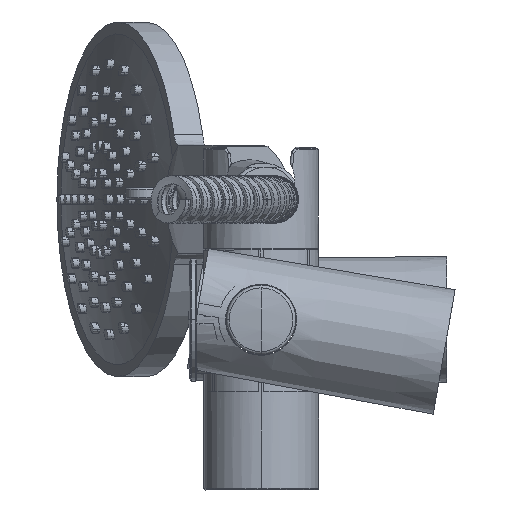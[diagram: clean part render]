
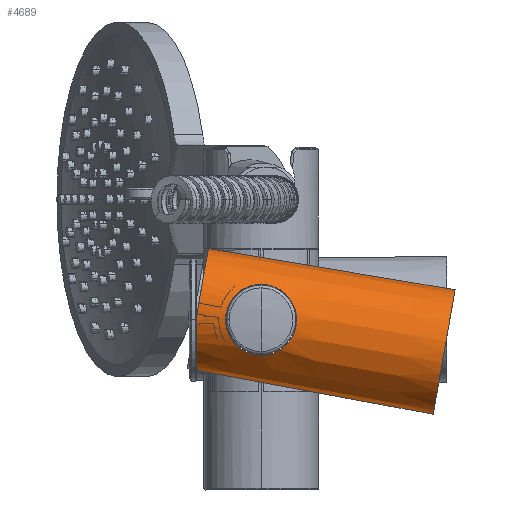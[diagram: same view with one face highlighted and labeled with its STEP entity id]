
A CAD part, front view. The second image highlights one B-rep face of the part: STEP entity #4689.
In plain terms, the highlighted conical face has half-angle 0.5 degrees and reference radius 18.373 mm.
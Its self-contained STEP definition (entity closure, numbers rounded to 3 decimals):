
#453=CARTESIAN_POINT('',(-18.711,-150.,3.299));
#454=DIRECTION('',(0.985,0.,-0.174));
#455=DIRECTION('',(0.174,0.,0.985));
#456=AXIS2_PLACEMENT_3D('',#453,#454,#455);
#538=CARTESIAN_POINT('',(-14.165,-150.,-15.9));
#792=CARTESIAN_POINT('',(54.164,-150.,-9.551));
#793=DIRECTION('',(-0.985,0.,0.174));
#794=DIRECTION('',(-0.174,0.,-0.985));
#795=AXIS2_PLACEMENT_3D('',#792,#793,#794);
#832=CARTESIAN_POINT('',(-1.823,-164.885,
-10.34));
#833=CARTESIAN_POINT('',(-0.934,-164.895,
-10.497));
#834=CARTESIAN_POINT('',(0.866,-165.078,
-10.584));
#835=CARTESIAN_POINT('',(3.708,-165.818,-9.979));
#836=CARTESIAN_POINT('',(6.506,-166.878,-8.456));
#837=CARTESIAN_POINT('',(8.761,-167.833,-6.069));
#838=CARTESIAN_POINT('',(10.108,-168.326,-3.328));
#839=CARTESIAN_POINT('',(10.622,-168.324,
-0.39));
#840=CARTESIAN_POINT('',(10.354,-167.889,2.408));
#841=CARTESIAN_POINT('',(9.273,-167.054,5.251));
#842=CARTESIAN_POINT('',(7.273,-165.964,7.813));
#843=CARTESIAN_POINT('',(4.536,-165.082,9.631));
#844=CARTESIAN_POINT('',(2.746,-164.895,10.178));
#845=CARTESIAN_POINT('',(1.823,-164.885,10.34));
#847=CARTESIAN_POINT('',(1.823,-164.885,10.34));
#848=CARTESIAN_POINT('',(0.871,-164.875,10.508));
#849=CARTESIAN_POINT('',(-1.038,-165.037,10.591));
#850=CARTESIAN_POINT('',(-4.119,-165.836,9.838));
#851=CARTESIAN_POINT('',(-6.879,-166.882,8.144));
#852=CARTESIAN_POINT('',(-8.908,-167.716,5.808));
#853=CARTESIAN_POINT('',(-10.12,-168.142,3.252));
#854=CARTESIAN_POINT('',(-10.639,-168.142,
0.311));
#855=CARTESIAN_POINT('',(-10.302,-167.652,
-2.745));
#856=CARTESIAN_POINT('',(-8.971,-166.707,
-5.776));
#857=CARTESIAN_POINT('',(-6.875,-165.705,
-8.117));
#858=CARTESIAN_POINT('',(-4.495,-165.033,
-9.619));
#859=CARTESIAN_POINT('',(-2.743,-164.875,
-10.178));
#860=CARTESIAN_POINT('',(-1.823,-164.885,
-10.34));
#862=CARTESIAN_POINT('',(-18.993,-156.1,
-13.927));
#863=CARTESIAN_POINT('',(-18.993,-157.482,
-13.423));
#864=CARTESIAN_POINT('',(-19.003,-160.046,
-12.111));
#865=CARTESIAN_POINT('',(-18.999,-163.403,
-9.222));
#866=CARTESIAN_POINT('',(-19.,-165.978,
-5.574));
#867=CARTESIAN_POINT('',(-19.,-167.064,-2.834));
#868=CARTESIAN_POINT('',(-19.,-167.446,-1.368));
#870=CARTESIAN_POINT('',(-19.,-167.446,-1.368));
#871=CARTESIAN_POINT('',(-19.05,-167.448,
-1.353));
#872=CARTESIAN_POINT('',(-19.15,-167.45,
-1.323));
#873=CARTESIAN_POINT('',(-19.25,-167.452,
-1.293));
#874=CARTESIAN_POINT('',(-19.3,-167.453,-1.278));
#876=CARTESIAN_POINT('',(-19.3,-167.453,-1.278));
#877=CARTESIAN_POINT('',(-19.3,-167.559,-0.868));
#878=CARTESIAN_POINT('',(-19.3,-167.651,-0.455));
#879=CARTESIAN_POINT('',(-19.3,-167.729,-0.039));
#881=DIRECTION('',(0.986,0.,-0.165));
#882=VECTOR('',#881,74.003);
#883=CARTESIAN_POINT('',(-15.577,-150.,21.075));
#884=LINE('',#883,#882);
#885=DIRECTION('',(-0.983,0.,0.182));
#886=VECTOR('',#885,66.191);
#887=CARTESIAN_POINT('',(50.918,-150.,-27.962));
#888=LINE('',#887,#886);
#889=CARTESIAN_POINT('',(-14.165,-150.,-15.9));
#890=CARTESIAN_POINT('',(-14.165,-150.125,-15.9));
#891=CARTESIAN_POINT('',(-14.256,-150.355,
-15.88));
#892=CARTESIAN_POINT('',(-14.54,-150.633,
-15.82));
#893=CARTESIAN_POINT('',(-14.908,-150.868,
-15.742));
#894=CARTESIAN_POINT('',(-15.343,-151.074,
-15.65));
#895=CARTESIAN_POINT('',(-15.655,-151.192,
-15.584));
#896=CARTESIAN_POINT('',(-15.817,-151.248,-15.55));
#898=CARTESIAN_POINT('',(-15.817,-151.248,-15.55));
#899=CARTESIAN_POINT('',(-15.834,-151.567,
-15.524));
#900=CARTESIAN_POINT('',(-15.882,-152.201,
-15.454));
#901=CARTESIAN_POINT('',(-15.956,-152.826,
-15.345));
#902=CARTESIAN_POINT('',(-16.,-153.136,
-15.281));
#904=CARTESIAN_POINT('',(-16.,-153.136,
-15.281));
#905=CARTESIAN_POINT('',(-16.065,-152.84,
-15.322));
#906=CARTESIAN_POINT('',(-16.176,-152.253,
-15.391));
#907=CARTESIAN_POINT('',(-16.251,-151.678,
-15.436));
#908=CARTESIAN_POINT('',(-16.279,-151.394,
-15.453));
#910=CARTESIAN_POINT('',(-16.279,-151.394,
-15.453));
#911=CARTESIAN_POINT('',(-16.422,-151.436,
-15.424));
#912=CARTESIAN_POINT('',(-16.72,-151.517,
-15.362));
#913=CARTESIAN_POINT('',(-17.2,-151.631,
-15.263));
#914=CARTESIAN_POINT('',(-17.717,-151.739,
-15.157));
#915=CARTESIAN_POINT('',(-18.273,-151.84,
-15.043));
#916=CARTESIAN_POINT('',(-18.672,-151.904,
-14.962));
#917=CARTESIAN_POINT('',(-18.879,-151.934,
-14.921));
#919=CARTESIAN_POINT('',(-18.879,-151.934,
-14.921));
#920=CARTESIAN_POINT('',(-18.889,-152.637,
-14.842));
#921=CARTESIAN_POINT('',(-18.91,-154.04,
-14.6));
#922=CARTESIAN_POINT('',(-18.978,-155.42,
-14.177));
#923=CARTESIAN_POINT('',(-18.993,-156.1,
-13.927));
#3535=CARTESIAN_POINT('',(-15.577,-150.,21.075));
#3536=VERTEX_POINT('',#3535);
#3539=CARTESIAN_POINT('',(57.411,-150.,8.861));
#3540=VERTEX_POINT('',#3539);
#3615=CARTESIAN_POINT('',(50.918,-150.,-27.962));
#3616=VERTEX_POINT('',#3615);
#3625=VERTEX_POINT('',#832);
#3626=VERTEX_POINT('',#845);
#3925=CARTESIAN_POINT('',(-19.3,-167.729,-0.039));
#3927=VERTEX_POINT('',#3925);
#3953=VERTEX_POINT('',#538);
#3958=VERTEX_POINT('',#876);
#3959=VERTEX_POINT('',#870);
#3960=VERTEX_POINT('',#862);
#3961=VERTEX_POINT('',#896);
#3962=VERTEX_POINT('',#910);
#3963=VERTEX_POINT('',#917);
#3964=VERTEX_POINT('',#902);
#4656=CARTESIAN_POINT('',(17.727,-150.,-3.126));
#4657=DIRECTION('',(0.985,0.,-0.174));
#4658=DIRECTION('',(-0.174,0.,-0.985));
#4659=AXIS2_PLACEMENT_3D('',#4656,#4657,#4658);
#4660=CONICAL_SURFACE('',#4659,18.373,0.5);
#4662=ORIENTED_EDGE('',*,*,#4661,.T.);
#4664=ORIENTED_EDGE('',*,*,#4663,.T.);
#4666=ORIENTED_EDGE('',*,*,#4665,.T.);
#4667=ORIENTED_EDGE('',*,*,#4315,.F.);
#4668=ORIENTED_EDGE('',*,*,#4355,.T.);
#4669=ORIENTED_EDGE('',*,*,#4632,.F.);
#4670=ORIENTED_EDGE('',*,*,#4351,.T.);
#4672=ORIENTED_EDGE('',*,*,#4671,.T.);
#4674=ORIENTED_EDGE('',*,*,#4673,.T.);
#4676=ORIENTED_EDGE('',*,*,#4675,.T.);
#4678=ORIENTED_EDGE('',*,*,#4677,.T.);
#4680=ORIENTED_EDGE('',*,*,#4679,.T.);
#4681=EDGE_LOOP('',(#4662,#4664,#4666,#4667,#4668,#4669,#4670,#4672,#4674,#4676,
#4678,#4680));
#4682=FACE_OUTER_BOUND('',#4681,.F.);
#4684=ORIENTED_EDGE('',*,*,#4683,.T.);
#4686=ORIENTED_EDGE('',*,*,#4685,.T.);
#4687=EDGE_LOOP('',(#4684,#4686));
#4688=FACE_BOUND('',#4687,.F.);
#4689=ADVANCED_FACE('',(#4682,#4688),#4660,.T.);
#457=CIRCLE('',#456,18.05);
#796=CIRCLE('',#795,18.696);
#846=B_SPLINE_CURVE_WITH_KNOTS('',3,(#832,#833,#834,#835,#836,#837,#838,#839,
#840,#841,#842,#843,#844,#845),.UNSPECIFIED.,.F.,.F.,(4,1,1,1,1,1,1,1,1,1,1,4),(
0.,0.091,0.182,0.273,0.364,
0.455,0.545,0.636,0.727,
0.818,0.909,1.),.UNSPECIFIED.);
#861=B_SPLINE_CURVE_WITH_KNOTS('',3,(#847,#848,#849,#850,#851,#852,#853,#854,
#855,#856,#857,#858,#859,#860),.UNSPECIFIED.,.F.,.F.,(4,1,1,1,1,1,1,1,1,1,1,4),(
0.,0.091,0.182,0.273,0.364,
0.455,0.545,0.636,0.727,
0.818,0.909,1.),.UNSPECIFIED.);
#869=B_SPLINE_CURVE_WITH_KNOTS('',3,(#862,#863,#864,#865,#866,#867,#868),
.UNSPECIFIED.,.F.,.F.,(4,1,1,1,4),(0.,0.25,0.5,0.75,1.),
.UNSPECIFIED.);
#875=B_SPLINE_CURVE_WITH_KNOTS('',3,(#870,#871,#872,#873,#874),.UNSPECIFIED.,
.F.,.F.,(4,1,4),(0.,0.5,1.),.UNSPECIFIED.);
#880=B_SPLINE_CURVE_WITH_KNOTS('',3,(#876,#877,#878,#879),.UNSPECIFIED.,.F.,.F.,
(4,4),(0.,1.),.UNSPECIFIED.);
#897=B_SPLINE_CURVE_WITH_KNOTS('',3,(#889,#890,#891,#892,#893,#894,#895,#896),
.UNSPECIFIED.,.F.,.F.,(4,1,1,1,1,4),(0.,0.2,0.4,0.6,0.8,1.),
.UNSPECIFIED.);
#903=B_SPLINE_CURVE_WITH_KNOTS('',3,(#898,#899,#900,#901,#902),.UNSPECIFIED.,
.F.,.F.,(4,1,4),(0.,0.5,1.),.UNSPECIFIED.);
#909=B_SPLINE_CURVE_WITH_KNOTS('',3,(#904,#905,#906,#907,#908),.UNSPECIFIED.,
.F.,.F.,(4,1,4),(0.,0.5,1.),.UNSPECIFIED.);
#918=B_SPLINE_CURVE_WITH_KNOTS('',3,(#910,#911,#912,#913,#914,#915,#916,#917),
.UNSPECIFIED.,.F.,.F.,(4,1,1,1,1,4),(0.,0.2,0.4,0.6,0.8,1.),
.UNSPECIFIED.);
#924=B_SPLINE_CURVE_WITH_KNOTS('',3,(#919,#920,#921,#922,#923),.UNSPECIFIED.,
.F.,.F.,(4,1,4),(0.,0.5,1.),.UNSPECIFIED.);
#4315=EDGE_CURVE('',#3536,#3927,#457,.T.);
#4351=EDGE_CURVE('',#3616,#3953,#888,.T.);
#4355=EDGE_CURVE('',#3536,#3540,#884,.T.);
#4632=EDGE_CURVE('',#3616,#3540,#796,.T.);
#4661=EDGE_CURVE('',#3960,#3959,#869,.T.);
#4663=EDGE_CURVE('',#3959,#3958,#875,.T.);
#4665=EDGE_CURVE('',#3958,#3927,#880,.T.);
#4671=EDGE_CURVE('',#3953,#3961,#897,.T.);
#4673=EDGE_CURVE('',#3961,#3964,#903,.T.);
#4675=EDGE_CURVE('',#3964,#3962,#909,.T.);
#4677=EDGE_CURVE('',#3962,#3963,#918,.T.);
#4679=EDGE_CURVE('',#3963,#3960,#924,.T.);
#4683=EDGE_CURVE('',#3625,#3626,#846,.T.);
#4685=EDGE_CURVE('',#3626,#3625,#861,.T.);
